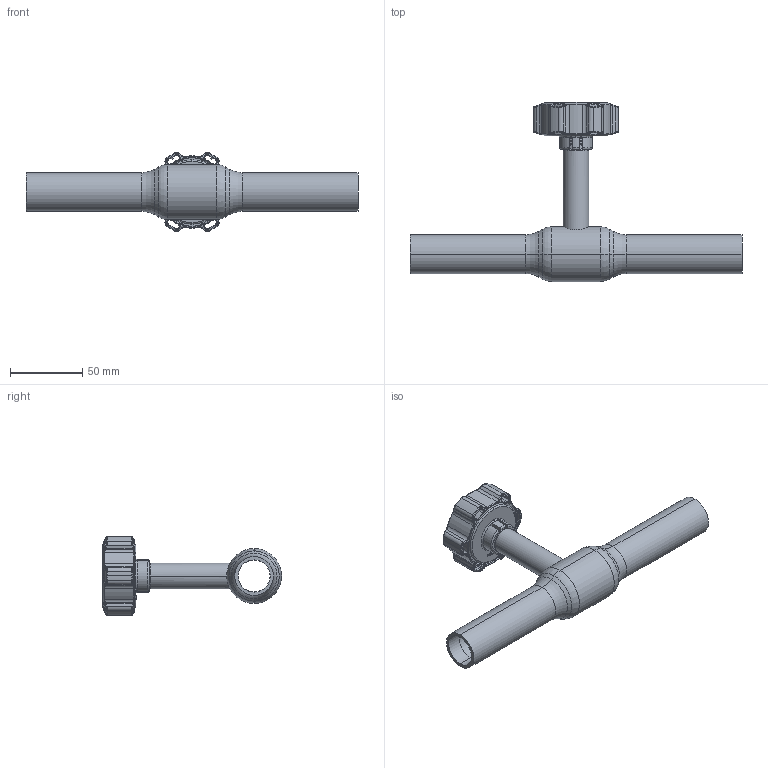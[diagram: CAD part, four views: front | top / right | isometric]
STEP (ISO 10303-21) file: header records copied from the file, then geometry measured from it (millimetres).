
FILE_DESCRIPTION (( 'STEP AP214' ), '1' );
FILE_NAME ('1020003001-2201.step', '2023-09-12T09:59:05', ( '' ), ( '' ), 'SwSTEP 2.0', 'SolidWorks 2021', '' );
FILE_SCHEMA (( 'AUTOMOTIVE_DESIGN' ));
Length unit declared in the file: millimetre
Products named in the file (1): 1020003001-2201
Bounding box: 230 x 124.1 x 54.57 mm (x, y, z)
Surface area: 50238.7 mm2 (no closed solid volume)
Topology: 0 solids, 6 shells, 478 faces, 1376 edges, 885 vertices
Faces by surface type: bspline 162, cylinder 128, plane 74, torus 71, cone 43
Entity records: 29710 total; most frequent: CARTESIAN_POINT 13428, ORIENTED_EDGE 2451, DIRECTION 1923, EDGE_CURVE 1376, VERTEX_POINT 885, AXIS2_PLACEMENT_3D 770, B_SPLINE_CURVE_WITH_KNOTS 510, EDGE_LOOP 509
